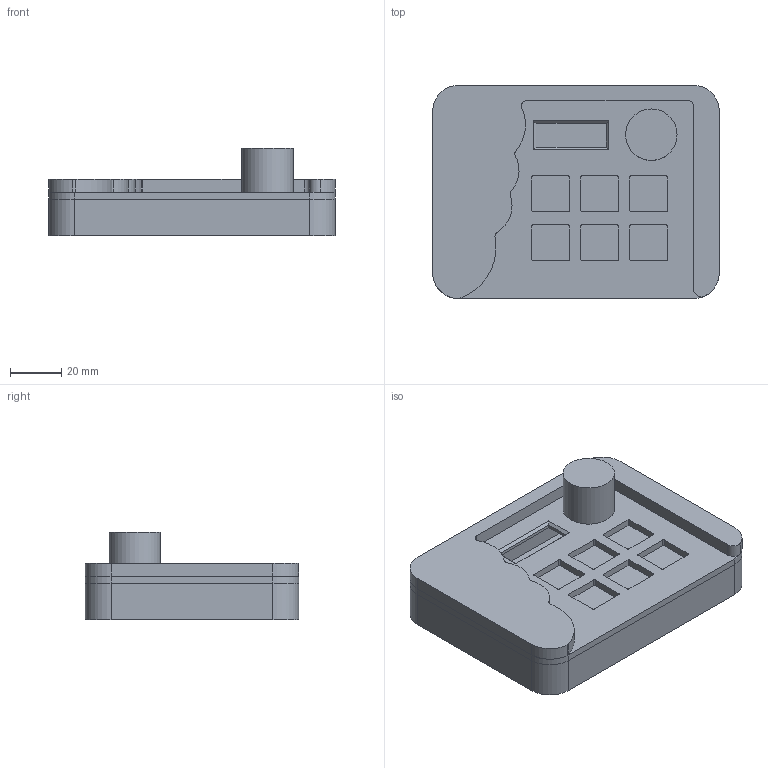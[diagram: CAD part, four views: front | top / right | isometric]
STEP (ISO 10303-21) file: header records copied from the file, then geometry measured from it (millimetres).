
FILE_DESCRIPTION(/* description */ ('KiCad electronic assembly'),/* implementation_level */ '2;1');
FILE_NAME(/* name */ 'VidPadCase.stp',/* time_stamp */ '2026-02-18T10:21:53-08:00',/* author */ ('bh'),/* organization */ ('Kicad'),/* preprocessor_version */ 'ST-DEVELOPER v20.1',/* originating_system */ 'Autodesk Inventor 2026',/* authorisation */ 'Unknown');
FILE_SCHEMA (('AUTOMOTIVE_DESIGN { 1 0 10303 214 3 1 1 }'));
Length unit declared in the file: millimetre
Products named in the file (5): VidPad-Case-Only; Top; RotaryEncoderKnob; Middle; Bottom
Assembly tree (4 placements, depth 2):
  VidPad-Case-Only
    Top
    RotaryEncoderKnob
    Middle
    Bottom
Bounding box: 111.4 x 82.9 x 34.2 mm (x, y, z)
Volume: 113235.2 mm3; surface area: 56572.8 mm2
Topology: 4 solids, 4 shells, 151 faces, 386 edges, 256 vertices
Faces by surface type: plane 79, cylinder 72
Full cylindrical faces by diameter (mm): 2.7 x2, 2.9 x10, 5.7 x2, 5.9 x2, 8.3 x1, 18 x1, 18.2 x1, 20 x1
Entity records: 5065 total; most frequent: DIRECTION 850, CARTESIAN_POINT 802, ORIENTED_EDGE 772, EDGE_CURVE 386, AXIS2_PLACEMENT_3D 304, VERTEX_POINT 256, LINE 242, VECTOR 242
